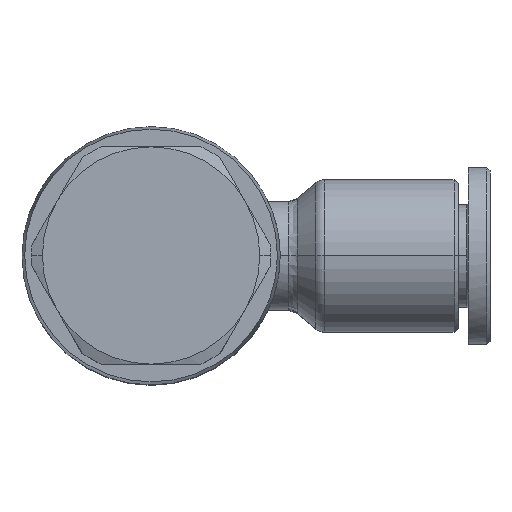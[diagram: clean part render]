
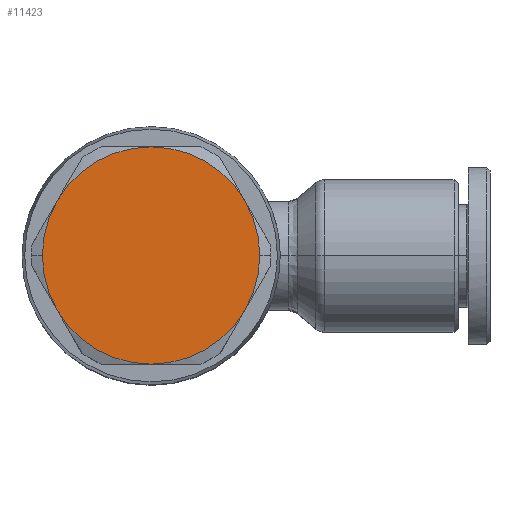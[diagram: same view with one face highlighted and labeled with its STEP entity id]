
A CAD part, top view. The second image highlights one B-rep face of the part: STEP entity #11423.
In plain terms, the highlighted planar face has unit normal (0, 0, 1).
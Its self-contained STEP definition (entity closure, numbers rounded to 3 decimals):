
#1893=CARTESIAN_POINT('',(-6.,0.,12.0));
#1894=VERTEX_POINT('',#1893);
#1902=CARTESIAN_POINT('',(-4.928,-4.,12.));
#1903=VERTEX_POINT('',#1902);
#1917=CARTESIAN_POINT('',(2.,0.,12.));
#1918=DIRECTION('',(0.0,0.0,1.0));
#1919=DIRECTION('',(1.0,0.0,0.0));
#1920=AXIS2_PLACEMENT_3D('',#1917,#1918,#1919);
#1921=CIRCLE('',#1920,8.);
#1922=EDGE_CURVE('',#1894,#1903,#1921,.T.);
#1932=CARTESIAN_POINT('',(10.,0.,12.));
#1933=VERTEX_POINT('',#1932);
#1940=CARTESIAN_POINT('',(8.928,-4.,12.));
#1941=VERTEX_POINT('',#1940);
#1942=CARTESIAN_POINT('',(2.,0.,12.));
#1943=DIRECTION('',(0.0,0.0,1.0));
#1944=DIRECTION('',(1.0,0.0,0.0));
#1945=AXIS2_PLACEMENT_3D('',#1942,#1943,#1944);
#1946=CIRCLE('',#1945,8.);
#1947=EDGE_CURVE('',#1941,#1933,#1946,.T.);
#10817=CARTESIAN_POINT('',(8.928,4.,12.));
#10818=VERTEX_POINT('',#10817);
#10841=CARTESIAN_POINT('',(2.,8.0,12.));
#10842=VERTEX_POINT('',#10841);
#10856=CARTESIAN_POINT('',(2.,0.,12.));
#10857=DIRECTION('',(0.0,0.0,1.0));
#10858=DIRECTION('',(1.0,0.0,0.0));
#10859=AXIS2_PLACEMENT_3D('',#10856,#10857,#10858);
#10860=CIRCLE('',#10859,8.);
#10861=EDGE_CURVE('',#10818,#10842,#10860,.T.);
#10894=CARTESIAN_POINT('',(2.,0.,12.));
#10895=DIRECTION('',(0.0,0.0,1.0));
#10896=DIRECTION('',(1.0,0.0,0.0));
#10897=AXIS2_PLACEMENT_3D('',#10894,#10895,#10896);
#10898=CIRCLE('',#10897,8.);
#10899=EDGE_CURVE('',#1933,#10818,#10898,.T.);
#10911=CARTESIAN_POINT('',(2.,-8.0,12.));
#10912=VERTEX_POINT('',#10911);
#10948=CARTESIAN_POINT('',(2.,0.,12.));
#10949=DIRECTION('',(0.0,0.0,1.0));
#10950=DIRECTION('',(1.0,0.0,0.0));
#10951=AXIS2_PLACEMENT_3D('',#10948,#10949,#10950);
#10952=CIRCLE('',#10951,8.);
#10953=EDGE_CURVE('',#10912,#1941,#10952,.T.);
#10978=CARTESIAN_POINT('',(2.,0.,12.));
#10979=DIRECTION('',(0.0,0.0,1.0));
#10980=DIRECTION('',(1.0,0.0,0.0));
#10981=AXIS2_PLACEMENT_3D('',#10978,#10979,#10980);
#10982=CIRCLE('',#10981,8.);
#10983=EDGE_CURVE('',#1903,#10912,#10982,.T.);
#11016=CARTESIAN_POINT('',(-4.928,4.,12.));
#11017=VERTEX_POINT('',#11016);
#11018=CARTESIAN_POINT('',(2.,0.,12.));
#11019=DIRECTION('',(0.0,0.0,1.0));
#11020=DIRECTION('',(1.0,0.0,0.0));
#11021=AXIS2_PLACEMENT_3D('',#11018,#11019,#11020);
#11022=CIRCLE('',#11021,8.);
#11023=EDGE_CURVE('',#11017,#1894,#11022,.T.);
#11070=CARTESIAN_POINT('',(2.,0.,12.));
#11071=DIRECTION('',(0.0,0.0,1.0));
#11072=DIRECTION('',(1.0,0.0,0.0));
#11073=AXIS2_PLACEMENT_3D('',#11070,#11071,#11072);
#11074=CIRCLE('',#11073,8.);
#11075=EDGE_CURVE('',#10842,#11017,#11074,.T.);
#11408=CARTESIAN_POINT('',(6.75,0.,12.));
#11409=DIRECTION('',(0.0,0.0,1.0));
#11410=DIRECTION('',(-1.0,0.0,0.0));
#11411=AXIS2_PLACEMENT_3D('',#11408,#11409,#11410);
#11412=PLANE('',#11411);
#11413=ORIENTED_EDGE('',*,*,#11075,.T.);
#11414=ORIENTED_EDGE('',*,*,#11023,.T.);
#11415=ORIENTED_EDGE('',*,*,#1922,.T.);
#11416=ORIENTED_EDGE('',*,*,#10983,.T.);
#11417=ORIENTED_EDGE('',*,*,#10953,.T.);
#11418=ORIENTED_EDGE('',*,*,#1947,.T.);
#11419=ORIENTED_EDGE('',*,*,#10899,.T.);
#11420=ORIENTED_EDGE('',*,*,#10861,.T.);
#11421=EDGE_LOOP('',(#11413,#11414,#11415,#11416,#11417,#11418,#11419,#11420));
#11422=FACE_OUTER_BOUND('',#11421,.T.);
#11423=ADVANCED_FACE('',(#11422),#11412,.T.);
